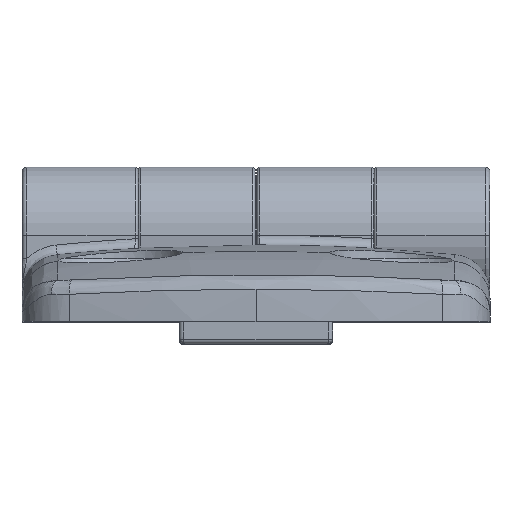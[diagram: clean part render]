
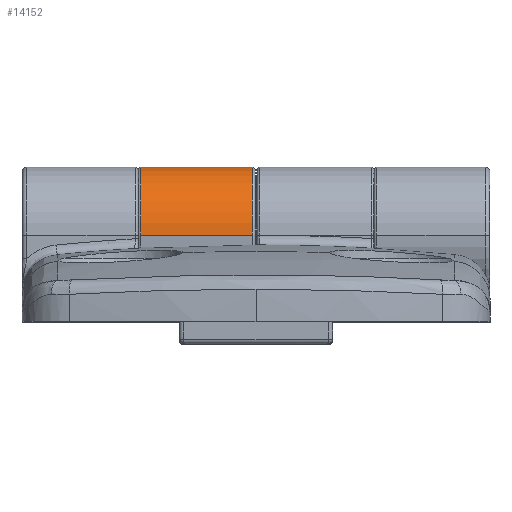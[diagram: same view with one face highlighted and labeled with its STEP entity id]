
A CAD part, top view. The second image highlights one B-rep face of the part: STEP entity #14152.
In plain terms, the highlighted cylindrical face has radius 7 mm (diameter 14 mm), a partial arc.
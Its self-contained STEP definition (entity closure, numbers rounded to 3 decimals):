
#484 = ORIENTED_EDGE ( 'NONE', *, *, #1181, .T. ) ;
#1181 = EDGE_CURVE ( 'NONE', #1953, #15076, #7825, .T. ) ;
#1269 = DIRECTION ( 'NONE',  ( -1., 0., 0. ) ) ;
#1953 = VERTEX_POINT ( 'NONE', #5897 ) ;
#2476 = CARTESIAN_POINT ( 'NONE',  ( 24., 8.9, 7. ) ) ;
#2487 = ORIENTED_EDGE ( 'NONE', *, *, #2998, .T. ) ;
#2504 = DIRECTION ( 'NONE',  ( -1., 0., 0. ) ) ;
#2898 = EDGE_CURVE ( 'NONE', #15076, #15259, #5175, .T. ) ;
#2998 = EDGE_CURVE ( 'NONE', #10420, #1953, #3973, .T. ) ;
#3132 = ORIENTED_EDGE ( 'NONE', *, *, #2898, .T. ) ;
#3139 = AXIS2_PLACEMENT_3D ( 'NONE', #12778, #2504, #6284 ) ;
#3843 = CARTESIAN_POINT ( 'NONE',  ( 24., 8.9, -7. ) ) ;
#3973 = CIRCLE ( 'NONE', #13782, 7. ) ;
#3979 = EDGE_CURVE ( 'NONE', #10420, #15259, #13999, .T. ) ;
#5175 = CIRCLE ( 'NONE', #6019, 7. ) ;
#5265 = EDGE_LOOP ( 'NONE', ( #7268, #2487, #484, #3132 ) ) ;
#5729 = DIRECTION ( 'NONE',  ( -1., 0., 0. ) ) ;
#5897 = CARTESIAN_POINT ( 'NONE',  ( -0.4, 8.9, -7. ) ) ;
#6019 = AXIS2_PLACEMENT_3D ( 'NONE', #14953, #7245, #16265 ) ;
#6284 = DIRECTION ( 'NONE',  ( 0., 0., 1. ) ) ;
#7245 = DIRECTION ( 'NONE',  ( 1., 0., 0. ) ) ;
#7268 = ORIENTED_EDGE ( 'NONE', *, *, #3979, .F. ) ;
#7825 = LINE ( 'NONE', #3843, #10868 ) ;
#8508 = FACE_OUTER_BOUND ( 'NONE', #5265, .T. ) ;
#8897 = CARTESIAN_POINT ( 'NONE',  ( -11.8, 8.9, -7. ) ) ;
#9650 = CARTESIAN_POINT ( 'NONE',  ( -0.4, 8.9, 7. ) ) ;
#10160 = VECTOR ( 'NONE', #16559, 1000. ) ;
#10420 = VERTEX_POINT ( 'NONE', #9650 ) ;
#10868 = VECTOR ( 'NONE', #1269, 1000. ) ;
#11111 = CYLINDRICAL_SURFACE ( 'NONE', #3139, 7. ) ;
#12778 = CARTESIAN_POINT ( 'NONE',  ( 24., 8.9, 0. ) ) ;
#13210 = CARTESIAN_POINT ( 'NONE',  ( -11.8, 8.9, 7. ) ) ;
#13443 = CARTESIAN_POINT ( 'NONE',  ( -0.4, 8.9, 0. ) ) ;
#13782 = AXIS2_PLACEMENT_3D ( 'NONE', #13443, #5729, #14726 ) ;
#13999 = LINE ( 'NONE', #2476, #10160 ) ;
#14152 = ADVANCED_FACE ( 'NONE', ( #8508 ), #11111, .T. ) ;
#14726 = DIRECTION ( 'NONE',  ( 0., 0., -1. ) ) ;
#14953 = CARTESIAN_POINT ( 'NONE',  ( -11.8, 8.9, 0. ) ) ;
#15076 = VERTEX_POINT ( 'NONE', #8897 ) ;
#15259 = VERTEX_POINT ( 'NONE', #13210 ) ;
#16265 = DIRECTION ( 'NONE',  ( 0., 0., -1. ) ) ;
#16559 = DIRECTION ( 'NONE',  ( -1., 0., 0. ) ) ;
